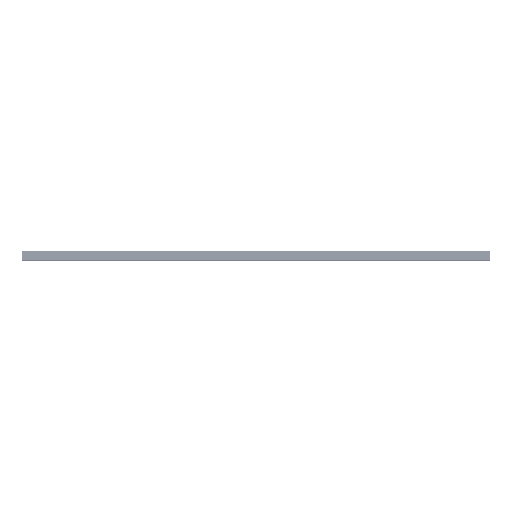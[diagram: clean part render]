
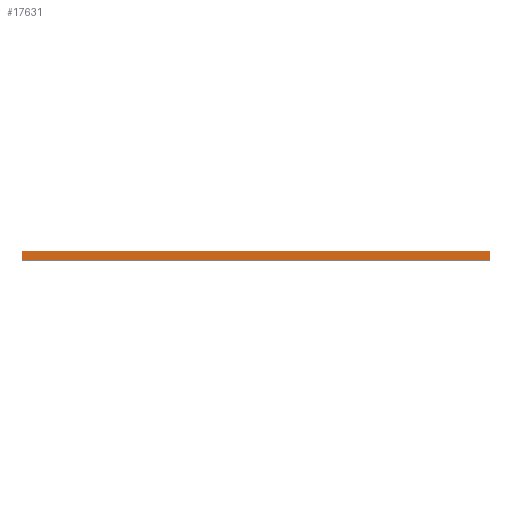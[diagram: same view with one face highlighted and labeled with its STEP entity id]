
A CAD part, top view. The second image highlights one B-rep face of the part: STEP entity #17631.
In plain terms, the highlighted planar face has unit normal (0, 0, 1).
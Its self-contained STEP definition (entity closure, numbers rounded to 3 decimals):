
#732 = LINE ( 'NONE', #14205, #44550 ) ;
#1583 = DIRECTION ( 'NONE',  ( 1., 0., 0. ) ) ;
#1859 = CARTESIAN_POINT ( 'NONE',  ( 0., 19., 600. ) ) ;
#1967 = ORIENTED_EDGE ( 'NONE', *, *, #19157, .F. ) ;
#2206 = AXIS2_PLACEMENT_3D ( 'NONE', #37506, #11144, #24612 ) ;
#6475 = EDGE_CURVE ( 'NONE', #33599, #16577, #732, .T. ) ;
#11068 = CARTESIAN_POINT ( 'NONE',  ( 450., 0., 600. ) ) ;
#11144 = DIRECTION ( 'NONE',  ( 0., 0., -1. ) ) ;
#13653 = VERTEX_POINT ( 'NONE', #50403 ) ;
#14081 = EDGE_CURVE ( 'NONE', #13653, #20021, #27380, .T. ) ;
#14205 = CARTESIAN_POINT ( 'NONE',  ( -450., 0., 600. ) ) ;
#15299 = DIRECTION ( 'NONE',  ( 0., 1., 0. ) ) ;
#16131 = CARTESIAN_POINT ( 'NONE',  ( 450., 19., 600. ) ) ;
#16522 = VECTOR ( 'NONE', #15299, 1000. ) ;
#16577 = VERTEX_POINT ( 'NONE', #11068 ) ;
#16834 = ORIENTED_EDGE ( 'NONE', *, *, #41636, .T. ) ;
#17046 = EDGE_LOOP ( 'NONE', ( #16834, #25362, #1967, #36033 ) ) ;
#17631 = ADVANCED_FACE ( 'NONE', ( #45816 ), #32914, .F. ) ;
#19157 = EDGE_CURVE ( 'NONE', #33599, #13653, #52882, .T. ) ;
#20021 = VERTEX_POINT ( 'NONE', #16131 ) ;
#24612 = DIRECTION ( 'NONE',  ( -1., 0., 0. ) ) ;
#25362 = ORIENTED_EDGE ( 'NONE', *, *, #14081, .F. ) ;
#25405 = VECTOR ( 'NONE', #45124, 1000. ) ;
#27380 = LINE ( 'NONE', #1859, #25405 ) ;
#30050 = CARTESIAN_POINT ( 'NONE',  ( -450., 0., 600. ) ) ;
#31497 = VECTOR ( 'NONE', #35940, 1000. ) ;
#32914 = PLANE ( 'NONE',  #2206 ) ;
#33599 = VERTEX_POINT ( 'NONE', #30050 ) ;
#35940 = DIRECTION ( 'NONE',  ( 0., 1., 0. ) ) ;
#36033 = ORIENTED_EDGE ( 'NONE', *, *, #6475, .T. ) ;
#37506 = CARTESIAN_POINT ( 'NONE',  ( -450., 19., 600. ) ) ;
#38208 = LINE ( 'NONE', #50530, #16522 ) ;
#41636 = EDGE_CURVE ( 'NONE', #16577, #20021, #38208, .T. ) ;
#44550 = VECTOR ( 'NONE', #1583, 1000. ) ;
#45124 = DIRECTION ( 'NONE',  ( 1., 0., 0. ) ) ;
#45816 = FACE_OUTER_BOUND ( 'NONE', #17046, .T. ) ;
#50403 = CARTESIAN_POINT ( 'NONE',  ( -450., 19., 600. ) ) ;
#50530 = CARTESIAN_POINT ( 'NONE',  ( 450., 19., 600. ) ) ;
#52882 = LINE ( 'NONE', #53428, #31497 ) ;
#53428 = CARTESIAN_POINT ( 'NONE',  ( -450., 19., 600. ) ) ;
